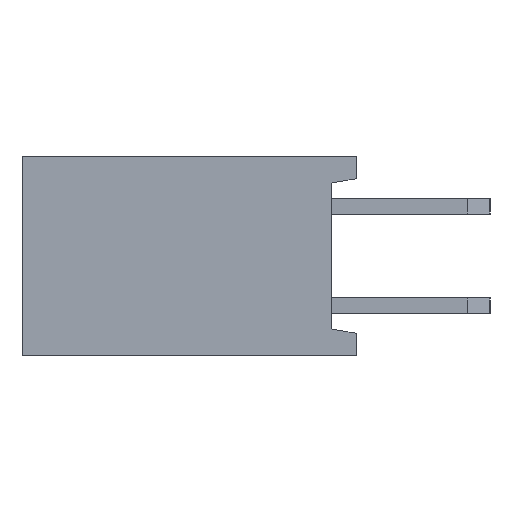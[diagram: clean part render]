
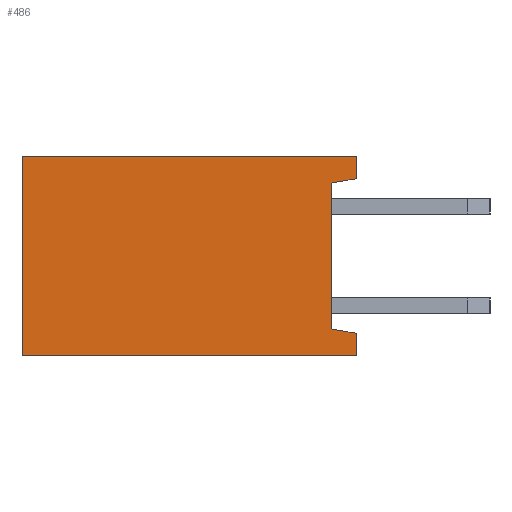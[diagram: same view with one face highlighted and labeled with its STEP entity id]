
A CAD part, left-side view. The second image highlights one B-rep face of the part: STEP entity #486.
In plain terms, the highlighted planar face has unit normal (-1, 0, 0).
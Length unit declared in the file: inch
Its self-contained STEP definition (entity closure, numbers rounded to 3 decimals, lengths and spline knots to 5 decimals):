
#32 = LINE ( 'NONE', #5410, #5308 ) ;
#486 = ADVANCED_FACE ( 'NONE', ( #5347 ), #6450, .T. ) ;
#803 = EDGE_CURVE ( 'NONE', #4746, #990, #2828, .T. ) ;
#990 = VERTEX_POINT ( 'NONE', #6911 ) ;
#1105 = DIRECTION ( 'NONE',  ( 0., 0., -1. ) ) ;
#1249 = ORIENTED_EDGE ( 'NONE', *, *, #2391, .T. ) ;
#1353 = DIRECTION ( 'NONE',  ( 0., 0., 1. ) ) ;
#1374 = EDGE_CURVE ( 'NONE', #1806, #6138, #7006, .T. ) ;
#1380 = DIRECTION ( 'NONE',  ( 0., 0., 1. ) ) ;
#1394 = CARTESIAN_POINT ( 'NONE',  ( -0.61, 0., 0.1 ) ) ;
#1395 = DIRECTION ( 'NONE',  ( 0., 1., 0. ) ) ;
#1441 = CARTESIAN_POINT ( 'NONE',  ( -0.61, 0., -0.0775 ) ) ;
#1532 = CARTESIAN_POINT ( 'NONE',  ( -0.61, 0.025, -0.07309 ) ) ;
#1660 = LINE ( 'NONE', #6169, #6467 ) ;
#1785 = CARTESIAN_POINT ( 'NONE',  ( -0.61, 0., -0.1 ) ) ;
#1806 = VERTEX_POINT ( 'NONE', #4163 ) ;
#1875 = ORIENTED_EDGE ( 'NONE', *, *, #1374, .T. ) ;
#1996 = LINE ( 'NONE', #2500, #4686 ) ;
#2133 = CARTESIAN_POINT ( 'NONE',  ( -0.61, 0.025, 0.07309 ) ) ;
#2136 = EDGE_CURVE ( 'NONE', #990, #2647, #1996, .T. ) ;
#2314 = AXIS2_PLACEMENT_3D ( 'NONE', #4180, #4771, #1353 ) ;
#2350 = DIRECTION ( 'NONE',  ( 0., 0., -1. ) ) ;
#2364 = LINE ( 'NONE', #1785, #2543 ) ;
#2391 = EDGE_CURVE ( 'NONE', #4742, #7102, #1660, .T. ) ;
#2500 = CARTESIAN_POINT ( 'NONE',  ( -0.61, -1.23628, -0.1 ) ) ;
#2543 = VECTOR ( 'NONE', #2350, 39.37008 ) ;
#2647 = VERTEX_POINT ( 'NONE', #5777 ) ;
#2722 = LINE ( 'NONE', #5245, #2981 ) ;
#2828 = LINE ( 'NONE', #6720, #6041 ) ;
#2961 = EDGE_LOOP ( 'NONE', ( #1249, #3567, #7306, #3583, #3995, #1875, #3571, #6910 ) ) ;
#2981 = VECTOR ( 'NONE', #3615, 39.37008 ) ;
#3121 = CARTESIAN_POINT ( 'NONE',  ( -0.61, 0.335, 0.1 ) ) ;
#3295 = EDGE_CURVE ( 'NONE', #6138, #5335, #7337, .T. ) ;
#3567 = ORIENTED_EDGE ( 'NONE', *, *, #6710, .F. ) ;
#3571 = ORIENTED_EDGE ( 'NONE', *, *, #3295, .T. ) ;
#3583 = ORIENTED_EDGE ( 'NONE', *, *, #803, .F. ) ;
#3615 = DIRECTION ( 'NONE',  ( 0., 0.985, 0.174 ) ) ;
#3929 = DIRECTION ( 'NONE',  ( 0., 1., 0. ) ) ;
#3980 = VECTOR ( 'NONE', #5524, 39.37008 ) ;
#3995 = ORIENTED_EDGE ( 'NONE', *, *, #5924, .T. ) ;
#4163 = CARTESIAN_POINT ( 'NONE',  ( -0.61, 0.025, -0.07309 ) ) ;
#4180 = CARTESIAN_POINT ( 'NONE',  ( -0.61, -1.23628, -0.1 ) ) ;
#4401 = VECTOR ( 'NONE', #4871, 39.37008 ) ;
#4686 = VECTOR ( 'NONE', #1395, 39.37008 ) ;
#4742 = VERTEX_POINT ( 'NONE', #1394 ) ;
#4746 = VERTEX_POINT ( 'NONE', #1441 ) ;
#4748 = CARTESIAN_POINT ( 'NONE',  ( -0.61, 0., 0.0775 ) ) ;
#4771 = DIRECTION ( 'NONE',  ( -1., 0., 0. ) ) ;
#4842 = CARTESIAN_POINT ( 'NONE',  ( -0.61, 0.025, 0.07309 ) ) ;
#4871 = DIRECTION ( 'NONE',  ( 0., -0.985, 0.174 ) ) ;
#5245 = CARTESIAN_POINT ( 'NONE',  ( -0.61, 0., -0.0775 ) ) ;
#5308 = VECTOR ( 'NONE', #1380, 39.37008 ) ;
#5335 = VERTEX_POINT ( 'NONE', #4748 ) ;
#5347 = FACE_OUTER_BOUND ( 'NONE', #2961, .T. ) ;
#5410 = CARTESIAN_POINT ( 'NONE',  ( -0.61, 0.335, -0.1 ) ) ;
#5524 = DIRECTION ( 'NONE',  ( 0., 0., 1. ) ) ;
#5620 = EDGE_CURVE ( 'NONE', #4742, #5335, #2364, .T. ) ;
#5777 = CARTESIAN_POINT ( 'NONE',  ( -0.61, 0.335, -0.1 ) ) ;
#5924 = EDGE_CURVE ( 'NONE', #4746, #1806, #2722, .T. ) ;
#6041 = VECTOR ( 'NONE', #1105, 39.37008 ) ;
#6138 = VERTEX_POINT ( 'NONE', #2133 ) ;
#6169 = CARTESIAN_POINT ( 'NONE',  ( -0.61, -1.23628, 0.1 ) ) ;
#6450 = PLANE ( 'NONE',  #2314 ) ;
#6467 = VECTOR ( 'NONE', #3929, 39.37008 ) ;
#6710 = EDGE_CURVE ( 'NONE', #2647, #7102, #32, .T. ) ;
#6720 = CARTESIAN_POINT ( 'NONE',  ( -0.61, 0., -0.1 ) ) ;
#6910 = ORIENTED_EDGE ( 'NONE', *, *, #5620, .F. ) ;
#6911 = CARTESIAN_POINT ( 'NONE',  ( -0.61, 0., -0.1 ) ) ;
#7006 = LINE ( 'NONE', #1532, #3980 ) ;
#7102 = VERTEX_POINT ( 'NONE', #3121 ) ;
#7306 = ORIENTED_EDGE ( 'NONE', *, *, #2136, .F. ) ;
#7337 = LINE ( 'NONE', #4842, #4401 ) ;
